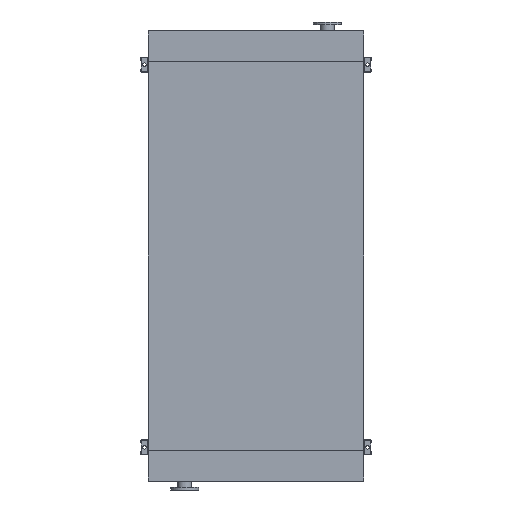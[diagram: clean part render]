
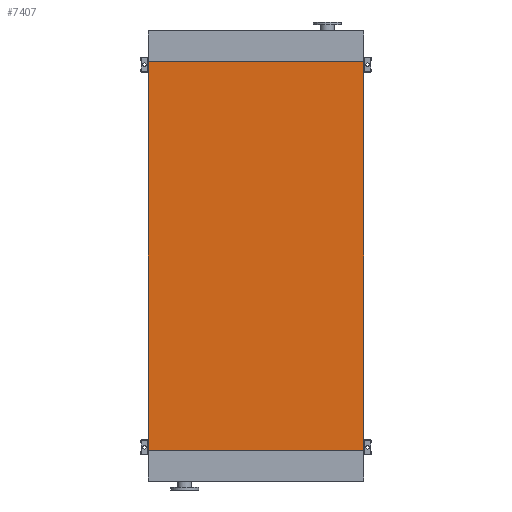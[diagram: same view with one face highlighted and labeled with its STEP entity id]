
A CAD part, front view. The second image highlights one B-rep face of the part: STEP entity #7407.
In plain terms, the highlighted planar face has unit normal (0, -1, 0).
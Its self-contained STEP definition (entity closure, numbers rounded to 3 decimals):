
#969 = VERTEX_POINT ( 'NONE', #12305 ) ;
#1113 = CARTESIAN_POINT ( 'NONE',  ( -845., 0., -3050. ) ) ;
#1231 = DIRECTION ( 'NONE',  ( 0., 0., 1. ) ) ;
#2324 = CARTESIAN_POINT ( 'NONE',  ( -845., 0., 0. ) ) ;
#3003 = LINE ( 'NONE', #13331, #10991 ) ;
#3037 = VERTEX_POINT ( 'NONE', #4973 ) ;
#4415 = VERTEX_POINT ( 'NONE', #6167 ) ;
#4973 = CARTESIAN_POINT ( 'NONE',  ( 845., 0., -3050. ) ) ;
#5856 = LINE ( 'NONE', #7704, #13169 ) ;
#6167 = CARTESIAN_POINT ( 'NONE',  ( 845., 0., 0. ) ) ;
#6188 = DIRECTION ( 'NONE',  ( 0., 0., -1. ) ) ;
#6243 = DIRECTION ( 'NONE',  ( 0., -1., 0. ) ) ;
#6273 = PLANE ( 'NONE',  #12490 ) ;
#6823 = CARTESIAN_POINT ( 'NONE',  ( -845., 0., -3050. ) ) ;
#7131 = ORIENTED_EDGE ( 'NONE', *, *, #9113, .T. ) ;
#7407 = ADVANCED_FACE ( 'NONE', ( #12417 ), #6273, .T. ) ;
#7419 = DIRECTION ( 'NONE',  ( 0., 0., 1. ) ) ;
#7704 = CARTESIAN_POINT ( 'NONE',  ( 845., 0., -3050. ) ) ;
#8388 = DIRECTION ( 'NONE',  ( 1., 0., 0. ) ) ;
#8489 = EDGE_LOOP ( 'NONE', ( #12592, #15665, #16350, #7131 ) ) ;
#8492 = CARTESIAN_POINT ( 'NONE',  ( -845., 0., -3050. ) ) ;
#9113 = EDGE_CURVE ( 'NONE', #3037, #4415, #5856, .T. ) ;
#9839 = EDGE_CURVE ( 'NONE', #17933, #4415, #3003, .T. ) ;
#10474 = EDGE_CURVE ( 'NONE', #969, #3037, #14763, .T. ) ;
#10991 = VECTOR ( 'NONE', #13297, 1000. ) ;
#11391 = VECTOR ( 'NONE', #8388, 1000. ) ;
#12305 = CARTESIAN_POINT ( 'NONE',  ( -845., 0., -3050. ) ) ;
#12417 = FACE_OUTER_BOUND ( 'NONE', #8489, .T. ) ;
#12490 = AXIS2_PLACEMENT_3D ( 'NONE', #6823, #6243, #6188 ) ;
#12592 = ORIENTED_EDGE ( 'NONE', *, *, #9839, .F. ) ;
#13169 = VECTOR ( 'NONE', #7419, 1000. ) ;
#13297 = DIRECTION ( 'NONE',  ( 1., 0., 0. ) ) ;
#13331 = CARTESIAN_POINT ( 'NONE',  ( -845., 0., 0. ) ) ;
#14763 = LINE ( 'NONE', #8492, #11391 ) ;
#15136 = VECTOR ( 'NONE', #1231, 1000. ) ;
#15665 = ORIENTED_EDGE ( 'NONE', *, *, #17957, .F. ) ;
#15819 = LINE ( 'NONE', #1113, #15136 ) ;
#16350 = ORIENTED_EDGE ( 'NONE', *, *, #10474, .T. ) ;
#17933 = VERTEX_POINT ( 'NONE', #2324 ) ;
#17957 = EDGE_CURVE ( 'NONE', #969, #17933, #15819, .T. ) ;
